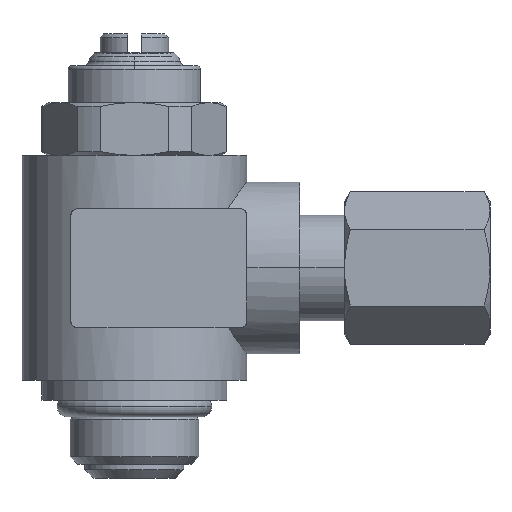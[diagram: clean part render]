
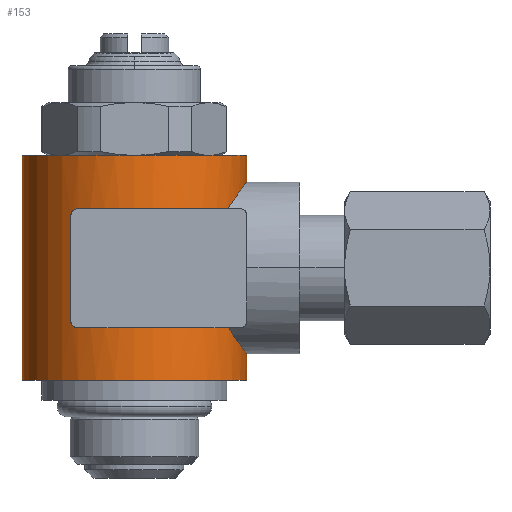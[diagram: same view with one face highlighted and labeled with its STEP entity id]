
A CAD part, top view. The second image highlights one B-rep face of the part: STEP entity #153.
In plain terms, the highlighted cylindrical face has radius 8.5 mm (diameter 17 mm), a partial arc.
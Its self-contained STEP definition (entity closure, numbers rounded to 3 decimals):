
#153=ADVANCED_FACE('',(#415),#416,.T.);
#415=FACE_OUTER_BOUND('',#725,.T.);
#416=CYLINDRICAL_SURFACE('',#726,8.5);
#725=EDGE_LOOP('',(#1648,#1649,#1650,#1651,#1652,#1653,#1654,#1655,#1656,#1657,#1658,#1659,#1660,#1661));
#726=AXIS2_PLACEMENT_3D('',#1662,#1663,#1664);
#1648=ORIENTED_EDGE('',*,*,#2054,.T.);
#1649=ORIENTED_EDGE('',*,*,#2276,.T.);
#1650=ORIENTED_EDGE('',*,*,#2283,.F.);
#1651=ORIENTED_EDGE('',*,*,#2292,.F.);
#1652=ORIENTED_EDGE('',*,*,#2293,.F.);
#1653=ORIENTED_EDGE('',*,*,#2294,.F.);
#1654=ORIENTED_EDGE('',*,*,#2295,.F.);
#1655=ORIENTED_EDGE('',*,*,#2296,.F.);
#1656=ORIENTED_EDGE('',*,*,#2290,.F.);
#1657=ORIENTED_EDGE('',*,*,#2072,.T.);
#1658=ORIENTED_EDGE('',*,*,#2058,.T.);
#1659=ORIENTED_EDGE('',*,*,#2297,.F.);
#1660=ORIENTED_EDGE('',*,*,#2056,.T.);
#1661=ORIENTED_EDGE('',*,*,#2298,.F.);
#1662=CARTESIAN_POINT('',(0.0,15.894,0.0));
#1663=DIRECTION('',(-0.0,1.0,0.0));
#1664=DIRECTION('',(1.0,0.0,0.0));
#2054=EDGE_CURVE('',#2472,#2473,#2474,.T.);
#2056=EDGE_CURVE('',#2477,#2475,#2478,.T.);
#2058=EDGE_CURVE('',#2481,#2479,#2482,.T.);
#2072=EDGE_CURVE('',#2508,#2481,#2509,.T.);
#2276=EDGE_CURVE('',#2473,#2832,#2834,.T.);
#2283=EDGE_CURVE('',#2843,#2832,#2845,.T.);
#2290=EDGE_CURVE('',#2508,#2855,#2856,.T.);
#2292=EDGE_CURVE('',#2858,#2843,#2859,.T.);
#2293=EDGE_CURVE('',#2860,#2858,#2861,.T.);
#2294=EDGE_CURVE('',#2862,#2860,#2863,.T.);
#2295=EDGE_CURVE('',#2864,#2862,#2865,.T.);
#2296=EDGE_CURVE('',#2855,#2864,#2866,.T.);
#2297=EDGE_CURVE('',#2477,#2479,#2867,.T.);
#2298=EDGE_CURVE('',#2472,#2475,#2868,.T.);
#2472=VERTEX_POINT('',#3087);
#2473=VERTEX_POINT('',#3088);
#2474=LINE('',#3089,#3090);
#2475=VERTEX_POINT('',#3091);
#2477=VERTEX_POINT('',#3093);
#2478=LINE('',#3094,#3095);
#2479=VERTEX_POINT('',#3096);
#2481=VERTEX_POINT('',#3098);
#2482=LINE('',#3099,#3100);
#2508=VERTEX_POINT('',#3191);
#2509=B_SPLINE_CURVE_WITH_KNOTS('',3,(#3192,#3193,#3194,#3195,#3196,#3197,#3198,#3199,#3200,#3201,#3202,#3203),.UNSPECIFIED.,.F.,.F.,(4,2,2,2,2,4),(25.862,26.064,27.349,28.633,29.918,31.202),.UNSPECIFIED.);
#2832=VERTEX_POINT('',#4314);
#2834=B_SPLINE_CURVE_WITH_KNOTS('',3,(#4317,#4318,#4319,#4320,#4321,#4322,#4323,#4324,#4325,#4326,#4327,#4328),.UNSPECIFIED.,.F.,.F.,(4,2,2,2,2,4),(10.401,11.685,12.97,14.255,15.539,15.631),.UNSPECIFIED.);
#2843=VERTEX_POINT('',#4352);
#2845=CIRCLE('',#4355,8.5);
#2855=VERTEX_POINT('',#4369);
#2856=CIRCLE('',#4370,8.5);
#2858=VERTEX_POINT('',#4373);
#2859=CIRCLE('',#4374,8.5);
#2860=VERTEX_POINT('',#4375);
#2861=B_SPLINE_CURVE_WITH_KNOTS('',3,(#4376,#4377,#4378,#4379,#4380,#4381,#4382,#4383,#4384,#4385,#4386,#4387,#4388,#4389),.UNSPECIFIED.,.F.,.F.,(4,2,2,2,2,2,4),(1.434,1.631,1.818,2.006,2.23,2.454,2.671),.UNSPECIFIED.);
#2862=VERTEX_POINT('',#4390);
#2863=LINE('',#4391,#4392);
#2864=VERTEX_POINT('',#4393);
#2865=B_SPLINE_CURVE_WITH_KNOTS('',3,(#4394,#4395,#4396,#4397,#4398,#4399,#4400,#4401,#4402,#4403,#4404,#4405,#4406,#4407,#4408),.UNSPECIFIED.,.F.,.F.,(4,2,2,2,2,3,4),(-1.04,-0.823,-0.599,-0.375,-0.188,0.0,0.188),.UNSPECIFIED.);
#2866=CIRCLE('',#4409,8.5);
#2867=CIRCLE('',#4410,8.5);
#2868=CIRCLE('',#4411,8.5);
#3087=CARTESIAN_POINT('',(8.5,7.394,0.0));
#3088=CARTESIAN_POINT('',(8.5,9.394,0.));
#3089=CARTESIAN_POINT('',(8.5,15.894,0.));
#3090=VECTOR('',#4654,1.0);
#3091=CARTESIAN_POINT('',(-8.5,7.394,0.));
#3093=CARTESIAN_POINT('',(-8.5,24.394,0.));
#3094=CARTESIAN_POINT('',(-8.5,15.894,0.));
#3095=VECTOR('',#4658,1.0);
#3096=CARTESIAN_POINT('',(8.5,24.394,0.0));
#3098=CARTESIAN_POINT('',(8.5,22.394,0.));
#3099=CARTESIAN_POINT('',(8.5,15.894,0.));
#3100=VECTOR('',#4662,1.0);
#3191=CARTESIAN_POINT('',(7.066,20.357,4.725));
#3192=CARTESIAN_POINT('',(7.066,20.357,4.725));
#3193=CARTESIAN_POINT('',(7.094,20.402,4.683));
#3194=CARTESIAN_POINT('',(7.122,20.446,4.64));
#3195=CARTESIAN_POINT('',(7.327,20.765,4.321));
#3196=CARTESIAN_POINT('',(7.506,21.028,4.007));
#3197=CARTESIAN_POINT('',(7.835,21.499,3.317));
#3198=CARTESIAN_POINT('',(7.986,21.707,2.94));
#3199=CARTESIAN_POINT('',(8.236,22.045,2.144));
#3200=CARTESIAN_POINT('',(8.335,22.176,1.723));
#3201=CARTESIAN_POINT('',(8.467,22.351,0.865));
#3202=CARTESIAN_POINT('',(8.5,22.394,0.428));
#3203=CARTESIAN_POINT('',(8.5,22.394,0.));
#4314=CARTESIAN_POINT('',(7.112,11.357,4.655));
#4317=CARTESIAN_POINT('',(8.5,9.394,0.));
#4318=CARTESIAN_POINT('',(8.5,9.394,0.428));
#4319=CARTESIAN_POINT('',(8.467,9.436,0.865));
#4320=CARTESIAN_POINT('',(8.335,9.611,1.723));
#4321=CARTESIAN_POINT('',(8.236,9.742,2.144));
#4322=CARTESIAN_POINT('',(7.986,10.08,2.94));
#4323=CARTESIAN_POINT('',(7.835,10.288,3.317));
#4324=CARTESIAN_POINT('',(7.506,10.759,4.007));
#4325=CARTESIAN_POINT('',(7.327,11.022,4.321));
#4326=CARTESIAN_POINT('',(7.137,11.317,4.616));
#4327=CARTESIAN_POINT('',(7.125,11.337,4.636));
#4328=CARTESIAN_POINT('',(7.112,11.357,4.655));
#4352=CARTESIAN_POINT('',(0.0,11.357,8.5));
#4355=AXIS2_PLACEMENT_3D('',#5006,#5007,#5008);
#4369=CARTESIAN_POINT('',(0.0,20.357,8.5));
#4370=AXIS2_PLACEMENT_3D('',#5019,#5020,#5021);
#4373=CARTESIAN_POINT('',(-4.3,11.357,7.332));
#4374=AXIS2_PLACEMENT_3D('',#5023,#5024,#5025);
#4375=CARTESIAN_POINT('',(-4.8,11.857,7.015));
#4376=CARTESIAN_POINT('',(-4.76,12.053,7.042));
#4377=CARTESIAN_POINT('',(-4.786,11.991,7.024));
#4378=CARTESIAN_POINT('',(-4.8,11.923,7.015));
#4379=CARTESIAN_POINT('',(-4.8,11.795,7.015));
#4380=CARTESIAN_POINT('',(-4.788,11.729,7.024));
#4381=CARTESIAN_POINT('',(-4.739,11.61,7.056));
#4382=CARTESIAN_POINT('',(-4.704,11.557,7.08));
#4383=CARTESIAN_POINT('',(-4.618,11.466,7.136));
#4384=CARTESIAN_POINT('',(-4.56,11.424,7.174));
#4385=CARTESIAN_POINT('',(-4.433,11.37,7.253));
#4386=CARTESIAN_POINT('',(-4.364,11.357,7.294));
#4387=CARTESIAN_POINT('',(-4.238,11.357,7.369));
#4388=CARTESIAN_POINT('',(-4.17,11.369,7.407));
#4389=CARTESIAN_POINT('',(-4.107,11.396,7.442));
#4390=CARTESIAN_POINT('',(-4.8,19.857,7.015));
#4391=CARTESIAN_POINT('',(-4.8,15.857,7.015));
#4392=VECTOR('',#5026,1.0);
#4393=CARTESIAN_POINT('',(-4.3,20.357,7.332));
#4394=CARTESIAN_POINT('',(-4.107,20.318,7.442));
#4395=CARTESIAN_POINT('',(-4.17,20.345,7.407));
#4396=CARTESIAN_POINT('',(-4.238,20.357,7.369));
#4397=CARTESIAN_POINT('',(-4.364,20.357,7.294));
#4398=CARTESIAN_POINT('',(-4.433,20.344,7.253));
#4399=CARTESIAN_POINT('',(-4.56,20.29,7.174));
#4400=CARTESIAN_POINT('',(-4.618,20.249,7.136));
#4401=CARTESIAN_POINT('',(-4.704,20.157,7.08));
#4402=CARTESIAN_POINT('',(-4.739,20.104,7.056));
#4403=CARTESIAN_POINT('',(-4.788,19.985,7.024));
#4404=CARTESIAN_POINT('',(-4.8,19.92,7.015));
#4405=CARTESIAN_POINT('',(-4.8,19.857,7.015));
#4406=CARTESIAN_POINT('',(-4.8,19.795,7.015));
#4407=CARTESIAN_POINT('',(-4.788,19.729,7.024));
#4408=CARTESIAN_POINT('',(-4.763,19.67,7.04));
#4409=AXIS2_PLACEMENT_3D('',#5027,#5028,#5029);
#4410=AXIS2_PLACEMENT_3D('',#5030,#5031,#5032);
#4411=AXIS2_PLACEMENT_3D('',#5033,#5034,#5035);
#4654=DIRECTION('',(0.0,1.0,0.0));
#4658=DIRECTION('',(-0.0,-1.0,-0.0));
#4662=DIRECTION('',(0.0,1.0,0.0));
#5006=CARTESIAN_POINT('',(0.0,11.357,0.0));
#5007=DIRECTION('',(-0.0,1.0,0.0));
#5008=DIRECTION('',(1.0,0.0,0.0));
#5019=CARTESIAN_POINT('',(0.0,20.357,0.0));
#5020=DIRECTION('',(0.0,-1.0,0.0));
#5021=DIRECTION('',(1.0,0.0,0.0));
#5023=CARTESIAN_POINT('',(0.0,11.357,0.0));
#5024=DIRECTION('',(-0.0,1.0,0.0));
#5025=DIRECTION('',(1.0,0.0,0.0));
#5026=DIRECTION('',(-0.0,-1.0,-0.0));
#5027=CARTESIAN_POINT('',(0.0,20.357,0.0));
#5028=DIRECTION('',(0.0,-1.0,0.0));
#5029=DIRECTION('',(1.0,0.0,0.0));
#5030=CARTESIAN_POINT('',(0.0,24.394,0.0));
#5031=DIRECTION('',(-0.0,1.0,0.0));
#5032=DIRECTION('',(1.0,0.0,0.0));
#5033=CARTESIAN_POINT('',(0.0,7.394,0.0));
#5034=DIRECTION('',(0.0,-1.0,0.0));
#5035=DIRECTION('',(1.0,0.0,0.0));
